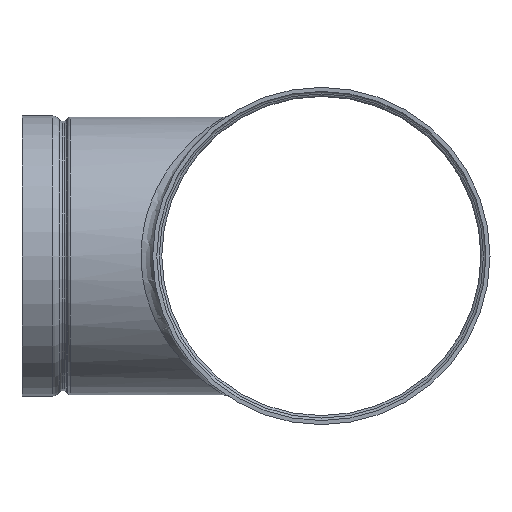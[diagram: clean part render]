
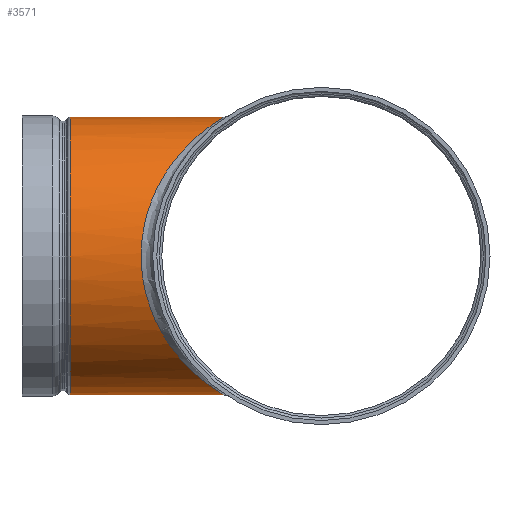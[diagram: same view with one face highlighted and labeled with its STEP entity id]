
A CAD part, left-side view. The second image highlights one B-rep face of the part: STEP entity #3571.
In plain terms, the highlighted cylindrical face has radius 69.291 mm (diameter 138.582 mm), a full revolution.
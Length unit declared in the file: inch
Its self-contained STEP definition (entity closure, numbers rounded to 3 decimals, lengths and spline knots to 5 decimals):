
#492 = EDGE_CURVE ( 'NONE', #5445, #5445, #18060, .T. ) ;
#710 = CARTESIAN_POINT ( 'NONE',  ( 0., 1.91485, 2.728 ) ) ;
#895 = CARTESIAN_POINT ( 'NONE',  ( -0.43666, 1.95623, -2.70413 ) ) ;
#962 = CARTESIAN_POINT ( 'NONE',  ( 1.70113, 2.65985, 2.15806 ) ) ;
#1024 = CARTESIAN_POINT ( 'NONE',  ( -2.55513, 3.38159, 1.0725 ) ) ;
#1151 = CARTESIAN_POINT ( 'NONE',  ( 0.00004, 1.8939, -2.74001 ) ) ;
#1690 = EDGE_CURVE ( 'NONE', #14028, #14028, #8653, .T. ) ;
#2314 = CARTESIAN_POINT ( 'NONE',  ( -1.5401, 2.54377, -2.26266 ) ) ;
#2430 = DIRECTION ( 'NONE',  ( 1., 0., 0. ) ) ;
#2553 = CARTESIAN_POINT ( 'NONE',  ( 0.10921, 1.91485, 2.728 ) ) ;
#3530 = CARTESIAN_POINT ( 'NONE',  ( -0.10921, 1.91485, 2.728 ) ) ;
#3571 = ADVANCED_FACE ( 'NONE', ( #13454, #8146 ), #16984, .T. ) ;
#3835 = CARTESIAN_POINT ( 'NONE',  ( 0.32764, 1.93752, 2.71478 ) ) ;
#4929 = CARTESIAN_POINT ( 'NONE',  ( -0.74489, 2.06208, 2.6387 ) ) ;
#5169 = CARTESIAN_POINT ( 'NONE',  ( -2.73141, 3.5437, 0.36658 ) ) ;
#5235 = CARTESIAN_POINT ( 'NONE',  ( -2.73069, 3.54294, -0.21972 ) ) ;
#5297 = CARTESIAN_POINT ( 'NONE',  ( 0.84035, 2.11197, -2.60582 ) ) ;
#5382 = ORIENTED_EDGE ( 'NONE', *, *, #492, .F. ) ;
#5445 = VERTEX_POINT ( 'NONE', #16049 ) ;
#5824 = DIRECTION ( 'NONE',  ( -1., 0., 0. ) ) ;
#5862 = AXIS2_PLACEMENT_3D ( 'NONE', #8402, #17040, #5824 ) ;
#6596 = CARTESIAN_POINT ( 'NONE',  ( -1.94171, 2.85014, -1.94552 ) ) ;
#6656 = CARTESIAN_POINT ( 'NONE',  ( 2.73086, 3.54318, 0.21977 ) ) ;
#6719 = CARTESIAN_POINT ( 'NONE',  ( 2.36328, 3.20892, -1.44116 ) ) ;
#7726 = CARTESIAN_POINT ( 'NONE',  ( -1.7014, 2.66008, 2.15809 ) ) ;
#7846 = CARTESIAN_POINT ( 'NONE',  ( -2.36316, 3.20917, -1.44122 ) ) ;
#7905 = CARTESIAN_POINT ( 'NONE',  ( 2.66125, 3.47921, 0.64944 ) ) ;
#7968 = CARTESIAN_POINT ( 'NONE',  ( 2.63805, 3.45817, -0.79316 ) ) ;
#8146 = FACE_OUTER_BOUND ( 'NONE', #9583, .T. ) ;
#8402 = CARTESIAN_POINT ( 'NONE',  ( 0., 4.93275, 0. ) ) ;
#8454 = EDGE_LOOP ( 'NONE', ( #12418 ) ) ;
#8653 = CIRCLE ( 'NONE', #5862, 2.728 ) ;
#9081 = CARTESIAN_POINT ( 'NONE',  ( 0., 1.91485, 2.728 ) ) ;
#9327 = CARTESIAN_POINT ( 'NONE',  ( -1.20693, 2.31739, -2.4567 ) ) ;
#9583 = EDGE_LOOP ( 'NONE', ( #5382 ) ) ;
#10452 = CARTESIAN_POINT ( 'NONE',  ( 0., 1.91485, 2.728 ) ) ;
#10515 = CARTESIAN_POINT ( 'NONE',  ( 0., 1.91485, 2.728 ) ) ;
#10766 = CARTESIAN_POINT ( 'NONE',  ( 0., 1.91485, 2.728 ) ) ;
#10834 = CARTESIAN_POINT ( 'NONE',  ( 0.74485, 2.06204, 2.63869 ) ) ;
#10952 = CARTESIAN_POINT ( 'NONE',  ( 2.48358, 3.3183, 1.18776 ) ) ;
#12108 = CARTESIAN_POINT ( 'NONE',  ( 1.32898, 2.38636, -2.40693 ) ) ;
#12169 = CARTESIAN_POINT ( 'NONE',  ( 0.43657, 1.95628, -2.70413 ) ) ;
#12238 = CARTESIAN_POINT ( 'NONE',  ( -0.84032, 2.11216, -2.60579 ) ) ;
#12305 = CARTESIAN_POINT ( 'NONE',  ( -2.63816, 3.45812, -0.79325 ) ) ;
#12418 = ORIENTED_EDGE ( 'NONE', *, *, #1690, .F. ) ;
#12799 = AXIS2_PLACEMENT_3D ( 'NONE', #16554, #14957, #2430 ) ;
#13350 = CARTESIAN_POINT ( 'NONE',  ( -0.32763, 1.93751, 2.71477 ) ) ;
#13454 = FACE_OUTER_BOUND ( 'NONE', #8454, .T. ) ;
#14028 = VERTEX_POINT ( 'NONE', #17484 ) ;
#14957 = DIRECTION ( 'NONE',  ( 0., 1., 0. ) ) ;
#15144 = CARTESIAN_POINT ( 'NONE',  ( 1.85729, 2.77892, -2.04631 ) ) ;
#16049 = CARTESIAN_POINT ( 'NONE',  ( 0., 1.91485, 2.728 ) ) ;
#16185 = CARTESIAN_POINT ( 'NONE',  ( -1.21391, 2.31351, 2.46594 ) ) ;
#16554 = CARTESIAN_POINT ( 'NONE',  ( 0., 2.48199, 0. ) ) ;
#16555 = CARTESIAN_POINT ( 'NONE',  ( 2.73088, 3.54307, -0.21952 ) ) ;
#16984 = CYLINDRICAL_SURFACE ( 'NONE', #12799, 2.728 ) ;
#17040 = DIRECTION ( 'NONE',  ( 0., 1., 0. ) ) ;
#17484 = CARTESIAN_POINT ( 'NONE',  ( -2.728, 4.93275, 0. ) ) ;
#17619 = CARTESIAN_POINT ( 'NONE',  ( -2.16364, 3.03547, 1.70799 ) ) ;
#17816 = CARTESIAN_POINT ( 'NONE',  ( 2.16387, 3.03569, 1.70828 ) ) ;
#17885 = CARTESIAN_POINT ( 'NONE',  ( 1.21402, 2.31361, 2.46599 ) ) ;
#18060 = B_SPLINE_CURVE_WITH_KNOTS ( 'NONE', 3,
 ( #9081, #10452, #710, #10515, #3530, #13350, #4929, #16185, #7726, #17619, #1024, #5169, #5235, #12305, #7846, #6596, #2314, #9327, #12238, #895, #1151, #12169, #5297, #12108, #15144, #6719, #7968, #16555, #6656, #7905, #10952, #17816, #962, #17885, #10834, #3835, #2553, #10766 ),
 .UNSPECIFIED., .T., .F.,
 ( 4, 3, 1, 1, 1, 1, 1, 1, 1, 1, 1, 1, 1, 1, 1, 1, 1, 1, 1, 1, 1, 1, 1, 1, 1, 1, 1, 1, 1, 1, 1, 1, 1, 4 ),
 ( 0., 0., 0.01786, 0.03571, 0.07143, 0.10714, 0.14286, 0.19048, 0.2381, 0.2619, 0.28571, 0.33333, 0.38095, 0.40476, 0.42857, 0.45238, 0.47619, 0.5, 0.52381, 0.54762, 0.57143, 0.61905, 0.66667, 0.71429, 0.7381, 0.7619, 0.78571, 0.80952, 0.85714, 0.89286, 0.92857, 0.96429, 0.98214, 1. ),
 .UNSPECIFIED. ) ;
